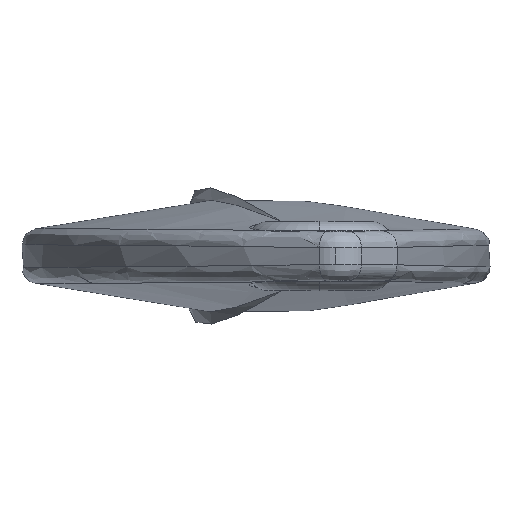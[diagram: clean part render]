
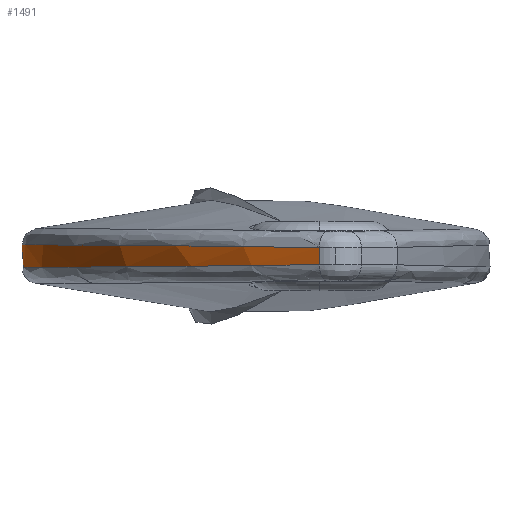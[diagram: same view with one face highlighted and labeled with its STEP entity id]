
A CAD part, left-side view. The second image highlights one B-rep face of the part: STEP entity #1491.
In plain terms, the highlighted cylindrical face has radius 35 mm (diameter 70 mm), a partial arc.
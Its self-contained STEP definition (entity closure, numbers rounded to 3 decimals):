
#65 = CARTESIAN_POINT ( 'NONE',  ( 15.819, 31.244, 0.578 ) ) ;
#198 = CARTESIAN_POINT ( 'NONE',  ( -30.646, 16.906, -0.517 ) ) ;
#216 = CARTESIAN_POINT ( 'NONE',  ( -28.063, 21.056, -0.573 ) ) ;
#236 = CARTESIAN_POINT ( 'NONE',  ( -5.528, 34.583, 0.677 ) ) ;
#290 = CARTESIAN_POINT ( 'NONE',  ( -17.014, 30.592, 0.664 ) ) ;
#377 = FACE_OUTER_BOUND ( 'NONE', #1221, .T. ) ;
#427 = CARTESIAN_POINT ( 'NONE',  ( -13.809, 32.184, -0.67 ) ) ;
#434 = CARTESIAN_POINT ( 'NONE',  ( -22.996, 26.414, 0.631 ) ) ;
#444 = CARTESIAN_POINT ( 'NONE',  ( -0.127, 35.005, -0.665 ) ) ;
#451 = CARTESIAN_POINT ( 'NONE',  ( 11.364, 33.126, 0.613 ) ) ;
#508 = DIRECTION ( 'NONE',  ( 0., 0., -1. ) ) ;
#527 = CARTESIAN_POINT ( 'NONE',  ( -6.734, 34.368, 0.678 ) ) ;
#647 = CARTESIAN_POINT ( 'NONE',  ( 17.944, 30.075, -0.561 ) ) ;
#661 = EDGE_CURVE ( 'NONE', #2843, #2447, #2236, .T. ) ;
#665 = CARTESIAN_POINT ( 'NONE',  ( 18.986, 29.429, -0.555 ) ) ;
#678 = CARTESIAN_POINT ( 'NONE',  ( -22.127, 27.125, -0.636 ) ) ;
#762 = CARTESIAN_POINT ( 'NONE',  ( 1.793, 35.039, 0.663 ) ) ;
#801 = ORIENTED_EDGE ( 'NONE', *, *, #661, .T. ) ;
#866 = CARTESIAN_POINT ( 'NONE',  ( 5.358, 34.609, -0.645 ) ) ;
#874 = VECTOR ( 'NONE', #508, 1000. ) ;
#892 = CARTESIAN_POINT ( 'NONE',  ( 7.84, 34.116, 0.634 ) ) ;
#906 = CARTESIAN_POINT ( 'NONE',  ( -20.122, 28.663, 0.65 ) ) ;
#919 = CARTESIAN_POINT ( 'NONE',  ( 4.218, 34.832, 0.653 ) ) ;
#1105 = CARTESIAN_POINT ( 'NONE',  ( 14.701, 31.787, -0.587 ) ) ;
#1122 = CARTESIAN_POINT ( 'NONE',  ( 12.442, 32.737, -0.605 ) ) ;
#1145 = CARTESIAN_POINT ( 'NONE',  ( 17.947, 30.073, 0.561 ) ) ;
#1150 = CARTESIAN_POINT ( 'NONE',  ( -30.646, 16.906, 0.517 ) ) ;
#1198 = CARTESIAN_POINT ( 'NONE',  ( 7.236, 34.249, 0.638 ) ) ;
#1221 = EDGE_LOOP ( 'NONE', ( #2208, #801, #1997, #2433 ) ) ;
#1244 = CARTESIAN_POINT ( 'NONE',  ( -30.646, 16.906, 1.5 ) ) ;
#1260 = VECTOR ( 'NONE', #2155, 1000. ) ;
#1291 = CARTESIAN_POINT ( 'NONE',  ( 0., 0., 1.5 ) ) ;
#1308 = AXIS2_PLACEMENT_3D ( 'NONE', #1291, #1449, #1931 ) ;
#1317 = EDGE_CURVE ( 'NONE', #1804, #1404, #1614, .T. ) ;
#1337 = CARTESIAN_POINT ( 'NONE',  ( -19.198, 29.368, -0.655 ) ) ;
#1345 = CARTESIAN_POINT ( 'NONE',  ( -15.378, 31.447, 0.669 ) ) ;
#1353 = CARTESIAN_POINT ( 'NONE',  ( -9.171, 33.799, -0.674 ) ) ;
#1361 = CARTESIAN_POINT ( 'NONE',  ( -19.115, 29.345, 0.656 ) ) ;
#1404 = VERTEX_POINT ( 'NONE', #1958 ) ;
#1422 = CARTESIAN_POINT ( 'NONE',  ( -29.455, 19.066, 0.545 ) ) ;
#1449 = DIRECTION ( 'NONE',  ( 0., 0., -1. ) ) ;
#1451 = EDGE_CURVE ( 'NONE', #1804, #2447, #2330, .T. ) ;
#1491 = ADVANCED_FACE ( 'NONE', ( #377 ), #2111, .T. ) ;
#1554 = CARTESIAN_POINT ( 'NONE',  ( -5.612, 34.633, -0.674 ) ) ;
#1569 = CARTESIAN_POINT ( 'NONE',  ( 1.718, 34.963, -0.659 ) ) ;
#1573 = CARTESIAN_POINT ( 'NONE',  ( -30.646, 16.906, -0.517 ) ) ;
#1584 = CARTESIAN_POINT ( 'NONE',  ( -23.52, 25.926, -0.625 ) ) ;
#1594 = CARTESIAN_POINT ( 'NONE',  ( -15.93, 31.171, 0.668 ) ) ;
#1600 = CARTESIAN_POINT ( 'NONE',  ( 19.998, 28.724, 1.5 ) ) ;
#1610 = CARTESIAN_POINT ( 'NONE',  ( -1.86, 34.972, 0.673 ) ) ;
#1614 = B_SPLINE_CURVE_WITH_KNOTS ( 'NONE', 3,
 ( #2757, #1422, #2919, #2903, #2099, #434, #1830, #906, #1361, #1814, #290, #1594, #1345, #1658, #2477, #527, #236, #2012, #1610, #762, #919, #1198, #892, #2239, #2223, #451, #2684, #2086, #65, #1145, #1801, #2714 ),
 .UNSPECIFIED., .F., .F.,
 ( 4, 2, 2, 2, 2, 2, 2, 2, 2, 2, 2, 2, 2, 2, 2, 4 ),
 ( 0., 0.007, 0.011, 0.015, 0.018, 0.02, 0.022, 0.029, 0.033, 0.037, 0.044, 0.046, 0.048, 0.051, 0.055, 0.059 ),
 .UNSPECIFIED. ) ;
#1658 = CARTESIAN_POINT ( 'NONE',  ( -12.596, 32.747, 0.676 ) ) ;
#1777 = CARTESIAN_POINT ( 'NONE',  ( -25.69, 23.801, -0.604 ) ) ;
#1793 = CARTESIAN_POINT ( 'NONE',  ( -3.198, 34.94, -0.672 ) ) ;
#1801 = CARTESIAN_POINT ( 'NONE',  ( 18.986, 29.429, 0.554 ) ) ;
#1804 = VERTEX_POINT ( 'NONE', #1150 ) ;
#1810 = CARTESIAN_POINT ( 'NONE',  ( 4.153, 34.774, -0.65 ) ) ;
#1814 = CARTESIAN_POINT ( 'NONE',  ( -17.546, 30.29, 0.662 ) ) ;
#1820 = EDGE_CURVE ( 'NONE', #1404, #2843, #2521, .T. ) ;
#1830 = CARTESIAN_POINT ( 'NONE',  ( -22.063, 27.197, 0.638 ) ) ;
#1931 = DIRECTION ( 'NONE',  ( -1., 0., 0. ) ) ;
#1958 = CARTESIAN_POINT ( 'NONE',  ( 19.998, 28.724, 0.541 ) ) ;
#1988 = CARTESIAN_POINT ( 'NONE',  ( 11.277, 33.156, -0.612 ) ) ;
#1997 = ORIENTED_EDGE ( 'NONE', *, *, #1451, .F. ) ;
#2005 = CARTESIAN_POINT ( 'NONE',  ( 7.747, 34.153, -0.633 ) ) ;
#2012 = CARTESIAN_POINT ( 'NONE',  ( -3.081, 34.886, 0.675 ) ) ;
#2020 = CARTESIAN_POINT ( 'NONE',  ( 0.491, 35.002, -0.663 ) ) ;
#2086 = CARTESIAN_POINT ( 'NONE',  ( 14.731, 31.772, 0.588 ) ) ;
#2099 = CARTESIAN_POINT ( 'NONE',  ( -24.786, 24.742, 0.614 ) ) ;
#2111 = CYLINDRICAL_SURFACE ( 'NONE', #1308, 35. ) ;
#2155 = DIRECTION ( 'NONE',  ( 0., 0., -1. ) ) ;
#2208 = ORIENTED_EDGE ( 'NONE', *, *, #1820, .T. ) ;
#2215 = CARTESIAN_POINT ( 'NONE',  ( -29.455, 19.066, -0.546 ) ) ;
#2223 = CARTESIAN_POINT ( 'NONE',  ( 9.618, 33.658, 0.624 ) ) ;
#2232 = CARTESIAN_POINT ( 'NONE',  ( -10.346, 33.459, -0.674 ) ) ;
#2236 = B_SPLINE_CURVE_WITH_KNOTS ( 'NONE', 3,
 ( #2678, #665, #647, #2454, #1105, #1122, #1988, #2469, #2005, #866, #1810, #2898, #1569, #2020, #444, #1793, #1554, #1353, #2232, #2661, #427, #2882, #1337, #2691, #678, #2439, #1584, #2911, #1777, #216, #2215, #198 ),
 .UNSPECIFIED., .F., .F.,
 ( 4, 2, 2, 2, 2, 2, 2, 2, 2, 2, 2, 2, 2, 2, 2, 4 ),
 ( 0., 0.004, 0.007, 0.011, 0.015, 0.018, 0.02, 0.022, 0.029, 0.033, 0.037, 0.044, 0.046, 0.048, 0.051, 0.059 ),
 .UNSPECIFIED. ) ;
#2239 = CARTESIAN_POINT ( 'NONE',  ( 9.029, 33.821, 0.628 ) ) ;
#2276 = CARTESIAN_POINT ( 'NONE',  ( 19.998, 28.724, -0.541 ) ) ;
#2330 = LINE ( 'NONE', #1244, #1260 ) ;
#2433 = ORIENTED_EDGE ( 'NONE', *, *, #1317, .T. ) ;
#2439 = CARTESIAN_POINT ( 'NONE',  ( -23.064, 26.333, -0.629 ) ) ;
#2447 = VERTEX_POINT ( 'NONE', #1573 ) ;
#2454 = CARTESIAN_POINT ( 'NONE',  ( 15.801, 31.254, -0.578 ) ) ;
#2469 = CARTESIAN_POINT ( 'NONE',  ( 8.931, 33.864, -0.626 ) ) ;
#2477 = CARTESIAN_POINT ( 'NONE',  ( -10.295, 33.54, 0.678 ) ) ;
#2521 = LINE ( 'NONE', #1600, #874 ) ;
#2661 = CARTESIAN_POINT ( 'NONE',  ( -12.675, 32.647, -0.672 ) ) ;
#2678 = CARTESIAN_POINT ( 'NONE',  ( 19.998, 28.724, -0.541 ) ) ;
#2684 = CARTESIAN_POINT ( 'NONE',  ( 12.503, 32.713, 0.605 ) ) ;
#2691 = CARTESIAN_POINT ( 'NONE',  ( -21.645, 27.512, -0.64 ) ) ;
#2714 = CARTESIAN_POINT ( 'NONE',  ( 19.998, 28.724, 0.541 ) ) ;
#2757 = CARTESIAN_POINT ( 'NONE',  ( -30.646, 16.906, 0.517 ) ) ;
#2843 = VERTEX_POINT ( 'NONE', #2276 ) ;
#2882 = CARTESIAN_POINT ( 'NONE',  ( -17.115, 30.627, -0.663 ) ) ;
#2898 = CARTESIAN_POINT ( 'NONE',  ( 2.329, 34.928, -0.657 ) ) ;
#2903 = CARTESIAN_POINT ( 'NONE',  ( -25.645, 23.85, 0.604 ) ) ;
#2911 = CARTESIAN_POINT ( 'NONE',  ( -24.851, 24.676, -0.613 ) ) ;
#2919 = CARTESIAN_POINT ( 'NONE',  ( -28.054, 21.071, 0.572 ) ) ;
